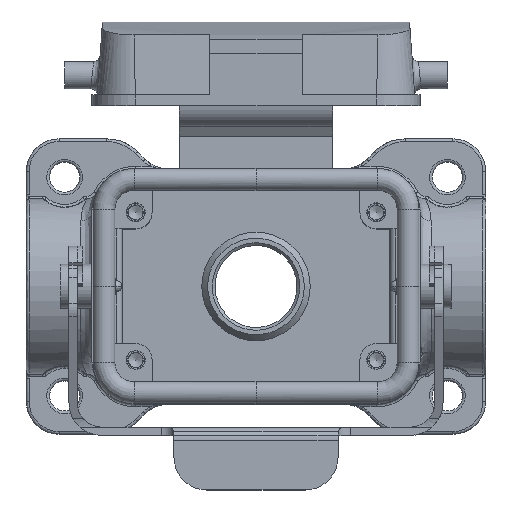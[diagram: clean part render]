
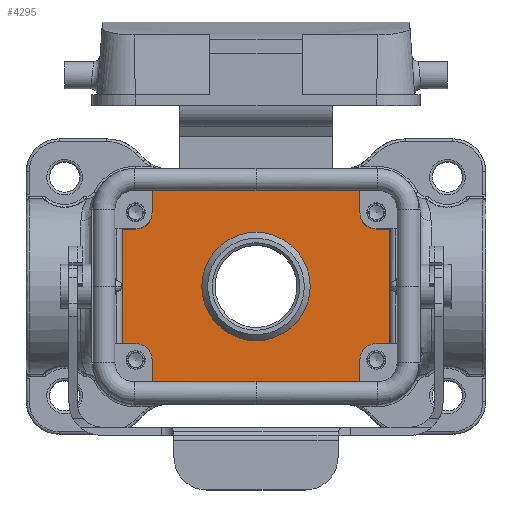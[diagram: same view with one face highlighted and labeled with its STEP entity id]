
A CAD part, top view. The second image highlights one B-rep face of the part: STEP entity #4295.
In plain terms, the highlighted planar face has unit normal (0, 0, 1).
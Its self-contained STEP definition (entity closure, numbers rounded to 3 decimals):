
#3938=FACE_BOUND('',#5496,.T.);
#3939=FACE_BOUND('',#5497,.T.);
#4295=ADVANCED_FACE('',(#3938,#3939),#4658,.T.);
#4658=PLANE('',#12621);
#5496=EDGE_LOOP('',(#8199));
#5497=EDGE_LOOP('',(#8200,#8201,#8202,#8203,#8204,#8205,#8206,#8207,#8208,
#8209,#8210,#8211,#8212,#8213,#8214,#8215));
#6091=LINE('',#19180,#6687);
#6099=LINE('',#19195,#6695);
#6100=LINE('',#19197,#6696);
#6103=LINE('',#19205,#6699);
#6105=LINE('',#19209,#6701);
#6108=LINE('',#19215,#6704);
#6111=LINE('',#19223,#6707);
#6112=LINE('',#19225,#6708);
#6120=LINE('',#19240,#6716);
#6123=LINE('',#19248,#6719);
#6125=LINE('',#19252,#6721);
#6127=LINE('',#19256,#6723);
#6687=VECTOR('',#14178,1.);
#6695=VECTOR('',#14188,1.);
#6696=VECTOR('',#14191,1.);
#6699=VECTOR('',#14200,1.);
#6701=VECTOR('',#14204,1.);
#6704=VECTOR('',#14209,1.);
#6707=VECTOR('',#14218,1.);
#6708=VECTOR('',#14221,1.);
#6716=VECTOR('',#14231,1.);
#6719=VECTOR('',#14240,1.);
#6721=VECTOR('',#14244,1.);
#6723=VECTOR('',#14248,1.);
#8199=ORIENTED_EDGE('',*,*,#11060,.F.);
#8200=ORIENTED_EDGE('',*,*,#11057,.T.);
#8201=ORIENTED_EDGE('',*,*,#11059,.T.);
#8202=ORIENTED_EDGE('',*,*,#11018,.T.);
#8203=ORIENTED_EDGE('',*,*,#11020,.T.);
#8204=ORIENTED_EDGE('',*,*,#11028,.T.);
#8205=ORIENTED_EDGE('',*,*,#11029,.T.);
#8206=ORIENTED_EDGE('',*,*,#11031,.T.);
#8207=ORIENTED_EDGE('',*,*,#11033,.T.);
#8208=ORIENTED_EDGE('',*,*,#11035,.T.);
#8209=ORIENTED_EDGE('',*,*,#11038,.T.);
#8210=ORIENTED_EDGE('',*,*,#11040,.T.);
#8211=ORIENTED_EDGE('',*,*,#11042,.T.);
#8212=ORIENTED_EDGE('',*,*,#11043,.T.);
#8213=ORIENTED_EDGE('',*,*,#11051,.T.);
#8214=ORIENTED_EDGE('',*,*,#11053,.T.);
#8215=ORIENTED_EDGE('',*,*,#11055,.T.);
#9984=VERTEX_POINT('',#19173);
#9985=VERTEX_POINT('',#19175);
#9986=VERTEX_POINT('',#19179);
#9992=VERTEX_POINT('',#19194);
#9993=VERTEX_POINT('',#19198);
#9994=VERTEX_POINT('',#19202);
#9995=VERTEX_POINT('',#19206);
#9996=VERTEX_POINT('',#19210);
#9997=VERTEX_POINT('',#19214);
#9998=VERTEX_POINT('',#19218);
#9999=VERTEX_POINT('',#19222);
#10000=VERTEX_POINT('',#19226);
#10006=VERTEX_POINT('',#19241);
#10007=VERTEX_POINT('',#19245);
#10008=VERTEX_POINT('',#19249);
#10009=VERTEX_POINT('',#19253);
#10010=VERTEX_POINT('',#19259);
#11018=EDGE_CURVE('',#9984,#9985,#11985,.T.);
#11020=EDGE_CURVE('',#9985,#9986,#6091,.T.);
#11028=EDGE_CURVE('',#9986,#9992,#6099,.T.);
#11029=EDGE_CURVE('',#9992,#9993,#6100,.T.);
#11031=EDGE_CURVE('',#9993,#9994,#11986,.T.);
#11033=EDGE_CURVE('',#9994,#9995,#6103,.T.);
#11035=EDGE_CURVE('',#9995,#9996,#6105,.T.);
#11038=EDGE_CURVE('',#9996,#9997,#6108,.T.);
#11040=EDGE_CURVE('',#9997,#9998,#11987,.T.);
#11042=EDGE_CURVE('',#9998,#9999,#6111,.T.);
#11043=EDGE_CURVE('',#9999,#10000,#6112,.T.);
#11051=EDGE_CURVE('',#10000,#10006,#6120,.T.);
#11053=EDGE_CURVE('',#10006,#10007,#11988,.T.);
#11055=EDGE_CURVE('',#10007,#10008,#6123,.T.);
#11057=EDGE_CURVE('',#10008,#10009,#6125,.T.);
#11059=EDGE_CURVE('',#10009,#9984,#6127,.T.);
#11060=EDGE_CURVE('',#10010,#10010,#11989,.T.);
#11985=CIRCLE('',#12600,3.);
#11986=CIRCLE('',#12605,3.);
#11987=CIRCLE('',#12610,3.);
#11988=CIRCLE('',#12615,3.);
#11989=CIRCLE('',#12620,9.916);
#12600=AXIS2_PLACEMENT_3D('',#19176,#14173,#14174);
#12605=AXIS2_PLACEMENT_3D('',#19201,#14195,#14196);
#12610=AXIS2_PLACEMENT_3D('',#19219,#14213,#14214);
#12615=AXIS2_PLACEMENT_3D('',#19244,#14235,#14236);
#12620=AXIS2_PLACEMENT_3D('',#19258,#14251,#14252);
#12621=AXIS2_PLACEMENT_3D('',#19260,#14253,#14254);
#14173=DIRECTION('',(0.,0.,-1.));
#14174=DIRECTION('',(1.,0.,0.));
#14178=DIRECTION('',(0.,1.,0.));
#14188=DIRECTION('',(-1.,0.,0.));
#14191=DIRECTION('',(0.,-1.,0.));
#14195=DIRECTION('',(0.,0.,-1.));
#14196=DIRECTION('',(1.,0.,0.));
#14200=DIRECTION('',(-1.,0.,0.));
#14204=DIRECTION('',(0.,-1.,0.));
#14209=DIRECTION('',(1.,0.,0.));
#14213=DIRECTION('',(0.,0.,-1.));
#14214=DIRECTION('',(1.,0.,0.));
#14218=DIRECTION('',(0.,-1.,0.));
#14221=DIRECTION('',(1.,0.,0.));
#14231=DIRECTION('',(0.,1.,0.));
#14235=DIRECTION('',(0.,0.,-1.));
#14236=DIRECTION('',(1.,0.,0.));
#14240=DIRECTION('',(1.,0.,0.));
#14244=DIRECTION('',(0.,1.,0.));
#14248=DIRECTION('',(-1.,0.,0.));
#14251=DIRECTION('',(0.,0.,1.));
#14252=DIRECTION('',(1.,0.,0.));
#14253=DIRECTION('',(0.,0.,1.));
#14254=DIRECTION('',(0.,1.,0.));
#19173=CARTESIAN_POINT('',(22.,10.5,6.));
#19175=CARTESIAN_POINT('',(19.,13.5,6.));
#19176=CARTESIAN_POINT('',(22.,13.5,6.));
#19179=CARTESIAN_POINT('',(19.,17.5,6.));
#19180=CARTESIAN_POINT('',(19.,-19.68,6.));
#19194=CARTESIAN_POINT('',(-19.,17.5,6.));
#19195=CARTESIAN_POINT('',(28.7,17.5,6.));
#19197=CARTESIAN_POINT('',(-19.,16.6,6.));
#19198=CARTESIAN_POINT('',(-19.,13.5,6.));
#19201=CARTESIAN_POINT('',(-22.,13.5,6.));
#19202=CARTESIAN_POINT('',(-22.,10.5,6.));
#19205=CARTESIAN_POINT('',(-22.,10.5,6.));
#19206=CARTESIAN_POINT('',(-24.49,10.5,6.));
#19209=CARTESIAN_POINT('',(-24.49,-11.318,6.));
#19210=CARTESIAN_POINT('',(-24.49,-10.5,6.));
#19214=CARTESIAN_POINT('',(-22.,-10.5,6.));
#19215=CARTESIAN_POINT('',(28.7,-10.5,6.));
#19218=CARTESIAN_POINT('',(-19.,-13.5,6.));
#19219=CARTESIAN_POINT('',(-22.,-13.5,6.));
#19222=CARTESIAN_POINT('',(-19.,-17.5,6.));
#19223=CARTESIAN_POINT('',(-19.,-19.68,6.));
#19225=CARTESIAN_POINT('',(-26.1,-17.5,6.));
#19226=CARTESIAN_POINT('',(19.,-17.5,6.));
#19240=CARTESIAN_POINT('',(19.,-16.6,6.));
#19241=CARTESIAN_POINT('',(19.,-13.5,6.));
#19244=CARTESIAN_POINT('',(22.,-13.5,6.));
#19245=CARTESIAN_POINT('',(22.,-10.5,6.));
#19248=CARTESIAN_POINT('',(22.,-10.5,6.));
#19249=CARTESIAN_POINT('',(24.49,-10.5,6.));
#19252=CARTESIAN_POINT('',(24.49,11.308,6.));
#19253=CARTESIAN_POINT('',(24.49,10.5,6.));
#19256=CARTESIAN_POINT('',(28.7,10.5,6.));
#19258=CARTESIAN_POINT('',(0.,0.,6.));
#19259=CARTESIAN_POINT('',(9.916,0.,6.));
#19260=CARTESIAN_POINT('',(28.7,-19.68,6.));
